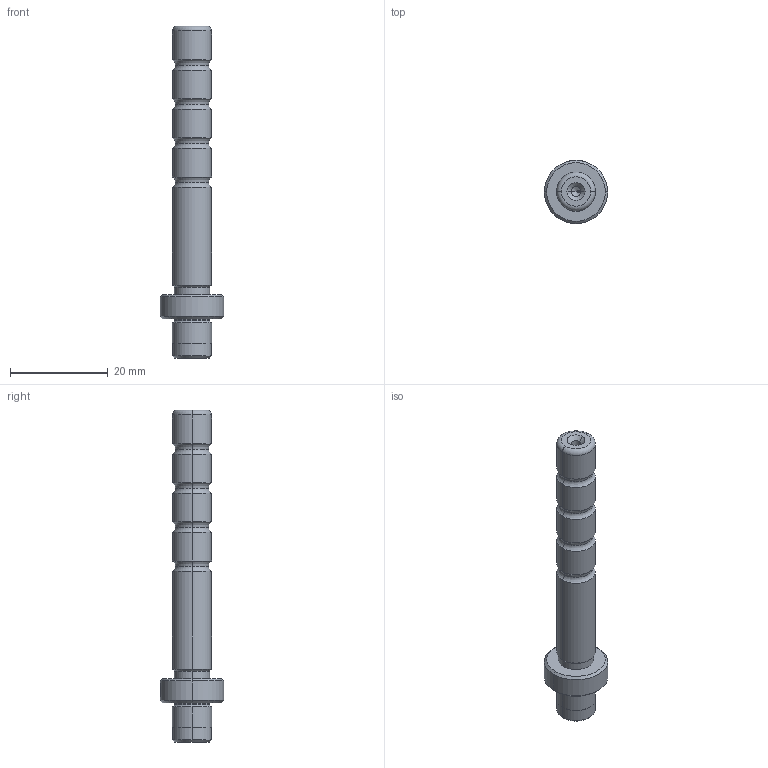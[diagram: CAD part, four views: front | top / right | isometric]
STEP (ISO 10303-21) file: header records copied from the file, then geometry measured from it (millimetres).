
FILE_DESCRIPTION (( 'STEP AP214' ), '1' );
FILE_NAME ('SGOR-D8-60.step', '2021-07-29T07:58:43', ( 'User' ), ( 'china' ), 'SwSTEP 2.0', 'SolidWorks 2016', '' );
FILE_SCHEMA (( 'AUTOMOTIVE_DESIGN' ));
Length unit declared in the file: millimetre
Products named in the file (1): SGOR-D8-60
Bounding box: 13 x 13 x 68 mm (x, y, z)
Volume: 3466.7 mm3; surface area: 2271.2 mm2
Topology: 1 solids, 1 shells, 90 faces, 196 edges, 112 vertices
Faces by surface type: cylinder 36, torus 20, cone 20, plane 14
Entity records: 2664 total; most frequent: CARTESIAN_POINT 645, DIRECTION 448, ORIENTED_EDGE 384, EDGE_CURVE 192, AXIS2_PLACEMENT_3D 189, VERTEX_POINT 112, CIRCLE 98, EDGE_LOOP 98
